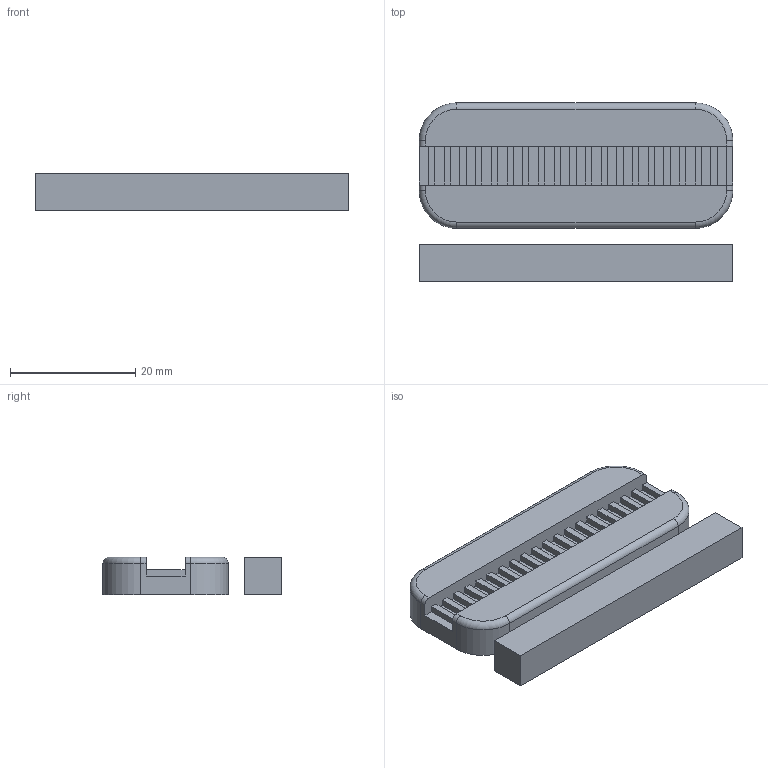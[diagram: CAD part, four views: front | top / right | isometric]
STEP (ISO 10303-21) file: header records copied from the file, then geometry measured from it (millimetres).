
FILE_DESCRIPTION( ( 'Unknown' ), '1' );
FILE_NAME( 'Z-belt-splicer.stp', 'Unknown', ( 'Ed Sells' ), ( 'University of Bath' ), 'XStep 1.0', 'Solid Edge v19', ' ' );
FILE_SCHEMA( ( 'CONFIG_CONTROL_DESIGN' ) );
Length unit declared in the file: millimetre
Products named in the file (2): 1; 2
Bounding box: 50 x 28.41 x 6 mm (x, y, z)
Volume: 6724.2 mm3; surface area: 4385.2 mm2
Topology: 2 solids, 2 shells, 108 faces, 304 edges, 200 vertices
Faces by surface type: plane 94, cylinder 10, torus 4
Entity records: 3516 total; most frequent: CARTESIAN_POINT 614, ORIENTED_EDGE 608, DIRECTION 548, EDGE_CURVE 304, LINE 280, VECTOR 280, VERTEX_POINT 200, AXIS2_PLACEMENT_3D 134
